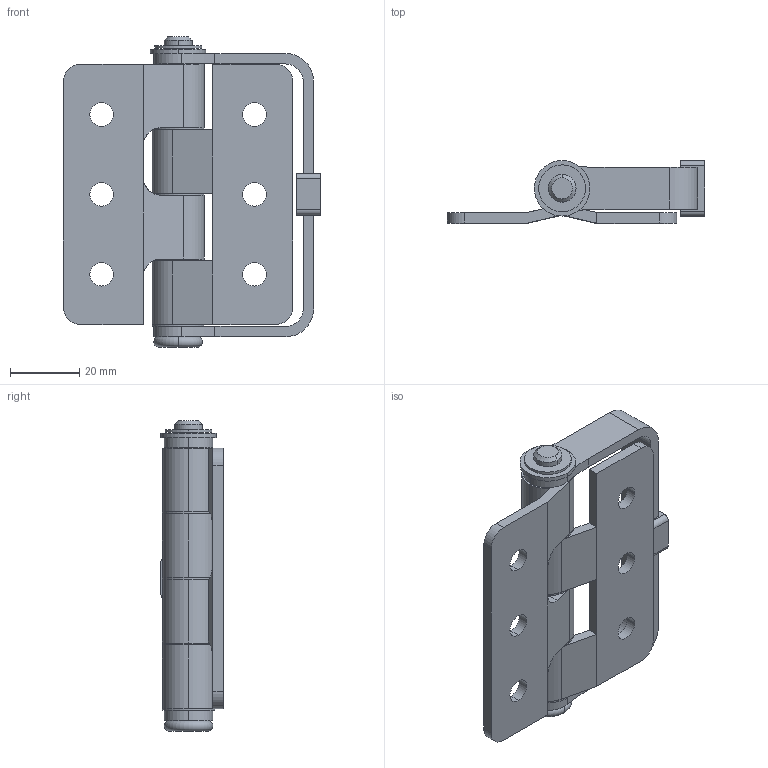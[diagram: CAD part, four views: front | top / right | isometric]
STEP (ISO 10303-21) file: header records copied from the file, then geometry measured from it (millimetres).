
FILE_DESCRIPTION (( 'STEP AP203' ), '1' );
FILE_NAME ('Žº‰ª•ÏŠ·.STEP', '2012-04-13T01:02:30', ( '' ), ( '' ), 'SwSTEP 2.0', 'SolidWorks 2011', '' );
FILE_SCHEMA (( 'CONFIG_CONTROL_DESIGN' ));
Length unit declared in the file: millimetre
Products named in the file (9): 室岡変換; B-1884-H当たりゴム_; B-1884-Heリング_; B-1884-H儚僢僔儍乕_; B-1884-H取手_; B-1884-Hピン_; B-1884-H儊僩儘僾儔僗僩_; B-1884-Hフランジメタロフラスト_; B-1884-H僗儕乕僽儊僞儘憰拝
Assembly tree (11 placements, depth 2):
  室岡変換
    B-1884-H僗儕乕僽儊僞儘憰拝
    B-1884-Heリング_
    B-1884-H儚僢僔儍乕_
    B-1884-Hピン_
    B-1884-H儊僩儘僾儔僗僩_  x4
    B-1884-H取手_
    B-1884-Hフランジメタロフラスト_
    B-1884-H当たりゴム_
Bounding box: 74 x 18 x 89.3 mm (x, y, z)
Volume: 31714 mm3; surface area: 27124.5 mm2
Topology: 11 solids, 11 shells, 166 faces, 403 edges, 266 vertices
Faces by surface type: cylinder 97, plane 65, cone 2, torus 2
Entity records: 5338 total; most frequent: DIRECTION 809, CARTESIAN_POINT 750, ORIENTED_EDGE 698, EDGE_CURVE 349, AXIS2_PLACEMENT_3D 313, VERTEX_POINT 230, VECTOR 183, LINE 183
